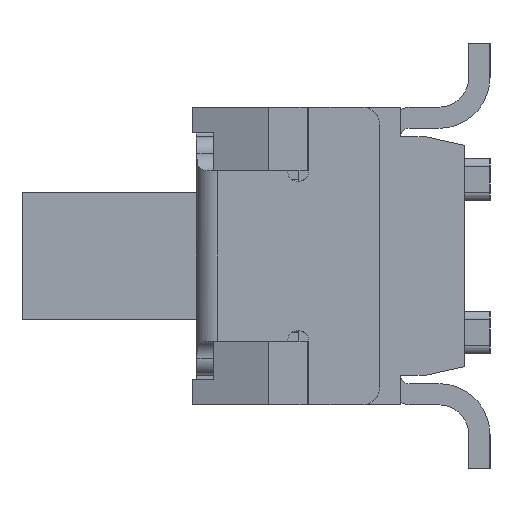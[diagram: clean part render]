
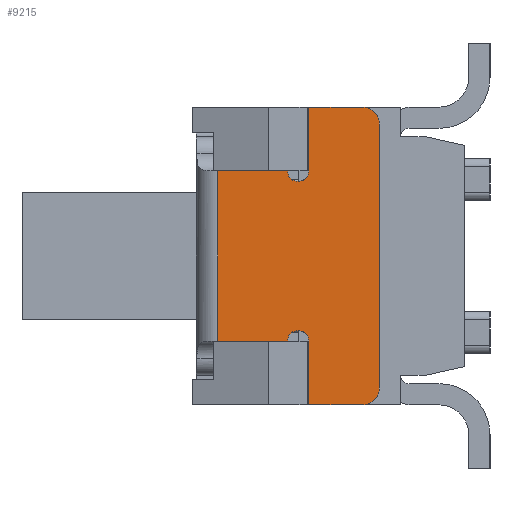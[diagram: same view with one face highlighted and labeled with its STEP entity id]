
A CAD part, left-side view. The second image highlights one B-rep face of the part: STEP entity #9215.
In plain terms, the highlighted planar face has unit normal (-1, 0, 0).
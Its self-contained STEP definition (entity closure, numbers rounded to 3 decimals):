
#271=LINE('',#12382,#1063);
#275=LINE('',#12396,#1067);
#407=LINE('',#12697,#1199);
#441=LINE('',#12753,#1233);
#480=LINE('',#12837,#1272);
#488=LINE('',#12848,#1280);
#645=LINE('',#13334,#1437);
#646=LINE('',#13337,#1438);
#647=LINE('',#13340,#1439);
#648=LINE('',#13343,#1440);
#1063=VECTOR('',#10287,1000.);
#1067=VECTOR('',#10297,1000.);
#1199=VECTOR('',#10521,1000.);
#1233=VECTOR('',#10565,1000.);
#1272=VECTOR('',#10632,1000.);
#1280=VECTOR('',#10642,1000.);
#1437=VECTOR('',#11173,1000.);
#1438=VECTOR('',#11176,1000.);
#1439=VECTOR('',#11179,1000.);
#1440=VECTOR('',#11182,1000.);
#2875=ORIENTED_EDGE('',*,*,#4459,.T.);
#2876=ORIENTED_EDGE('',*,*,#3985,.F.);
#2877=ORIENTED_EDGE('',*,*,#4225,.F.);
#2878=ORIENTED_EDGE('',*,*,#4460,.T.);
#2879=ORIENTED_EDGE('',*,*,#4461,.F.);
#2880=ORIENTED_EDGE('',*,*,#4180,.F.);
#2881=ORIENTED_EDGE('',*,*,#4462,.F.);
#2882=ORIENTED_EDGE('',*,*,#4463,.F.);
#2883=ORIENTED_EDGE('',*,*,#4464,.F.);
#2884=ORIENTED_EDGE('',*,*,#4146,.F.);
#2885=ORIENTED_EDGE('',*,*,#4465,.F.);
#2886=ORIENTED_EDGE('',*,*,#4466,.T.);
#2887=ORIENTED_EDGE('',*,*,#4233,.F.);
#2888=ORIENTED_EDGE('',*,*,#3991,.F.);
#3985=EDGE_CURVE('',#5011,#5012,#271,.T.);
#3991=EDGE_CURVE('',#5017,#5018,#275,.T.);
#4146=EDGE_CURVE('',#5140,#5141,#407,.T.);
#4180=EDGE_CURVE('',#5157,#5158,#441,.T.);
#4225=EDGE_CURVE('',#5188,#5011,#480,.T.);
#4233=EDGE_CURVE('',#5018,#5190,#488,.T.);
#4459=EDGE_CURVE('',#5017,#5012,#645,.T.);
#4460=EDGE_CURVE('',#5188,#5289,#5659,.T.);
#4461=EDGE_CURVE('',#5158,#5289,#646,.T.);
#4462=EDGE_CURVE('',#5290,#5157,#5660,.T.);
#4463=EDGE_CURVE('',#5291,#5290,#647,.T.);
#4464=EDGE_CURVE('',#5141,#5291,#5661,.T.);
#4465=EDGE_CURVE('',#5292,#5140,#648,.T.);
#4466=EDGE_CURVE('',#5292,#5190,#5662,.T.);
#5011=VERTEX_POINT('',#12383);
#5012=VERTEX_POINT('',#12384);
#5017=VERTEX_POINT('',#12395);
#5018=VERTEX_POINT('',#12397);
#5140=VERTEX_POINT('',#12696);
#5141=VERTEX_POINT('',#12698);
#5157=VERTEX_POINT('',#12752);
#5158=VERTEX_POINT('',#12754);
#5188=VERTEX_POINT('',#12836);
#5190=VERTEX_POINT('',#12843);
#5289=VERTEX_POINT('',#13336);
#5290=VERTEX_POINT('',#13339);
#5291=VERTEX_POINT('',#13341);
#5292=VERTEX_POINT('',#13344);
#5659=CIRCLE('',#9732,0.125);
#5660=CIRCLE('',#9733,0.2);
#5661=CIRCLE('',#9734,0.2);
#5662=CIRCLE('',#9735,0.125);
#5954=EDGE_LOOP('',(#2875,#2876,#2877,#2878,#2879,#2880,#2881,#2882,#2883,
#2884,#2885,#2886,#2887,#2888));
#6332=FACE_BOUND('',#5954,.T.);
#6653=PLANE('',#9731);
#9215=ADVANCED_FACE('',(#6332),#6653,.T.);
#9731=AXIS2_PLACEMENT_3D('',#13333,#11171,#11172);
#9732=AXIS2_PLACEMENT_3D('',#13335,#11174,#11175);
#9733=AXIS2_PLACEMENT_3D('',#13338,#11177,#11178);
#9734=AXIS2_PLACEMENT_3D('',#13342,#11180,#11181);
#9735=AXIS2_PLACEMENT_3D('',#13345,#11183,#11184);
#10287=DIRECTION('',(0.,1.,0.));
#10297=DIRECTION('',(0.,-1.,0.));
#10521=DIRECTION('',(0.,-1.,0.));
#10565=DIRECTION('',(0.,1.,0.));
#10632=DIRECTION('',(0.,1.,0.));
#10642=DIRECTION('',(0.,-1.,0.));
#11171=DIRECTION('',(-1.,0.,0.));
#11172=DIRECTION('',(0.,0.,1.));
#11173=DIRECTION('',(0.,0.,-1.));
#11174=DIRECTION('',(1.,0.,0.));
#11175=DIRECTION('',(0.,0.,-1.));
#11176=DIRECTION('',(0.,0.,1.));
#11177=DIRECTION('',(1.,0.,0.));
#11178=DIRECTION('',(0.,0.,-1.));
#11179=DIRECTION('',(0.,0.,-1.));
#11180=DIRECTION('',(1.,0.,0.));
#11181=DIRECTION('',(0.,0.,-1.));
#11182=DIRECTION('',(0.,0.,1.));
#11183=DIRECTION('',(1.,0.,0.));
#11184=DIRECTION('',(0.,0.,-1.));
#12382=CARTESIAN_POINT('',(-5.95,-1.12,-1.));
#12383=CARTESIAN_POINT('',(-5.95,-0.764,-1.));
#12384=CARTESIAN_POINT('',(-5.95,-0.3,-1.));
#12395=CARTESIAN_POINT('',(-5.95,-0.3,1.));
#12396=CARTESIAN_POINT('',(-5.95,-0.05,1.));
#12397=CARTESIAN_POINT('',(-5.95,-0.764,1.));
#12696=CARTESIAN_POINT('',(-5.95,-1.37,1.75));
#12697=CARTESIAN_POINT('',(-5.95,-1.37,1.75));
#12698=CARTESIAN_POINT('',(-5.95,-2.,1.75));
#12752=CARTESIAN_POINT('',(-5.95,-2.,-1.75));
#12753=CARTESIAN_POINT('',(-5.95,-2.,-1.75));
#12754=CARTESIAN_POINT('',(-5.95,-1.37,-1.75));
#12836=CARTESIAN_POINT('',(-5.95,-1.12,-1.));
#12837=CARTESIAN_POINT('',(-5.95,-1.12,-1.));
#12843=CARTESIAN_POINT('',(-5.95,-1.12,1.));
#12848=CARTESIAN_POINT('',(-5.95,-0.05,1.));
#13333=CARTESIAN_POINT('',(-5.95,-0.25,-1.));
#13334=CARTESIAN_POINT('',(-5.95,-0.3,1.45));
#13335=CARTESIAN_POINT('',(-5.95,-1.245,-1.));
#13336=CARTESIAN_POINT('',(-5.95,-1.37,-1.));
#13337=CARTESIAN_POINT('',(-5.95,-1.37,-1.75));
#13338=CARTESIAN_POINT('',(-5.95,-2.,-1.55));
#13339=CARTESIAN_POINT('',(-5.95,-2.2,-1.55));
#13340=CARTESIAN_POINT('',(-5.95,-2.2,1.55));
#13341=CARTESIAN_POINT('',(-5.95,-2.2,1.55));
#13342=CARTESIAN_POINT('',(-5.95,-2.,1.55));
#13343=CARTESIAN_POINT('',(-5.95,-1.37,1.));
#13344=CARTESIAN_POINT('',(-5.95,-1.37,1.));
#13345=CARTESIAN_POINT('',(-5.95,-1.245,1.));
